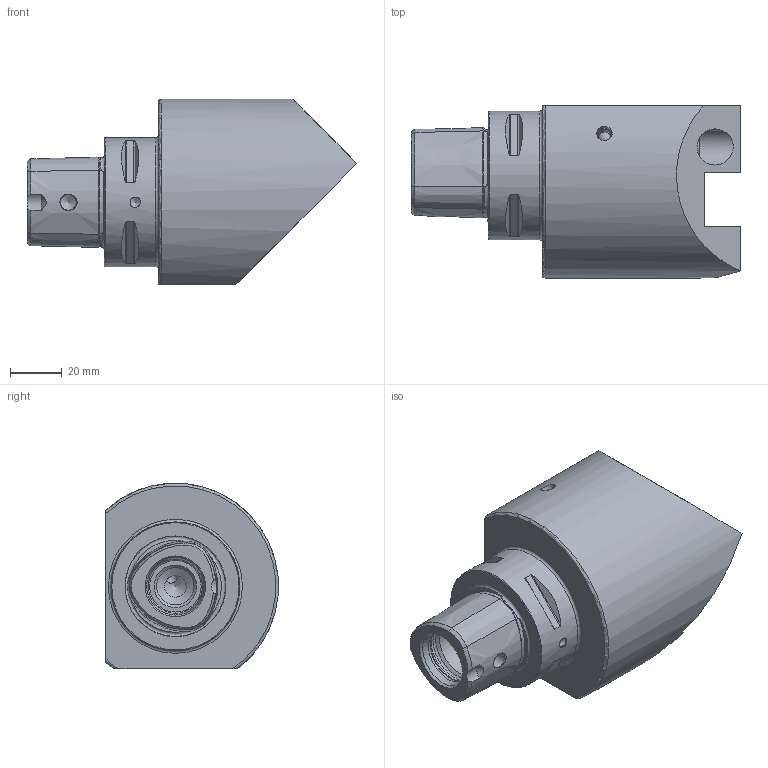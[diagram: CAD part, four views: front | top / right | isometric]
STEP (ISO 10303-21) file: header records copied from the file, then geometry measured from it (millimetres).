
FILE_DESCRIPTION (( 'STEP AP214' ), '1' );
FILE_NAME ('PS5.V20.L12.098.STEP', '2020-09-29T16:21:52', ( '' ), ( '' ), 'SwSTEP 2.0', 'SolidWorks 2017', '' );
FILE_SCHEMA (( 'AUTOMOTIVE_DESIGN' ));
Length unit declared in the file: millimetre
Products named in the file (7): PS5-V20.L12.098_A; KU1-U12.001.010; KU1-U12.001.010_2; KU1-U12.001.010_1; PS5.V20.L12.098; KVT_MB_600_060; ISO 4026 - M10 x 25
Assembly tree (8 placements, depth 3):
  PS5.V20.L12.098
    PS5-V20.L12.098_A
    KU1-U12.001.010
      KU1-U12.001.010_1
      KU1-U12.001.010_2
    ISO 4026 - M10 x 25  x3
    KVT_MB_600_060
Bounding box: 128 x 66.89 x 71.99 mm (x, y, z)
Volume: 264998.3 mm3; surface area: 42429.4 mm2
Topology: 8 solids, 8 shells, 176 faces, 411 edges, 257 vertices
Faces by surface type: plane 61, cone 58, cylinder 37, torus 17, sphere 3
Full cylindrical faces by diameter (mm): 4 x1, 4.2 x1, 5 x3, 6 x3, 6.1 x2, 7 x1, 8.4 x1, 8.5 x3, 10 x3, 12 x2, 14 x1, 14.5 x1, 21 x2, 24 x1, 50 x1
Entity records: 4942 total; most frequent: CARTESIAN_POINT 1549, DIRECTION 650, ORIENTED_EDGE 536, AXIS2_PLACEMENT_3D 284, EDGE_CURVE 268, EDGE_LOOP 238, VERTEX_POINT 198, FACE_OUTER_BOUND 183
